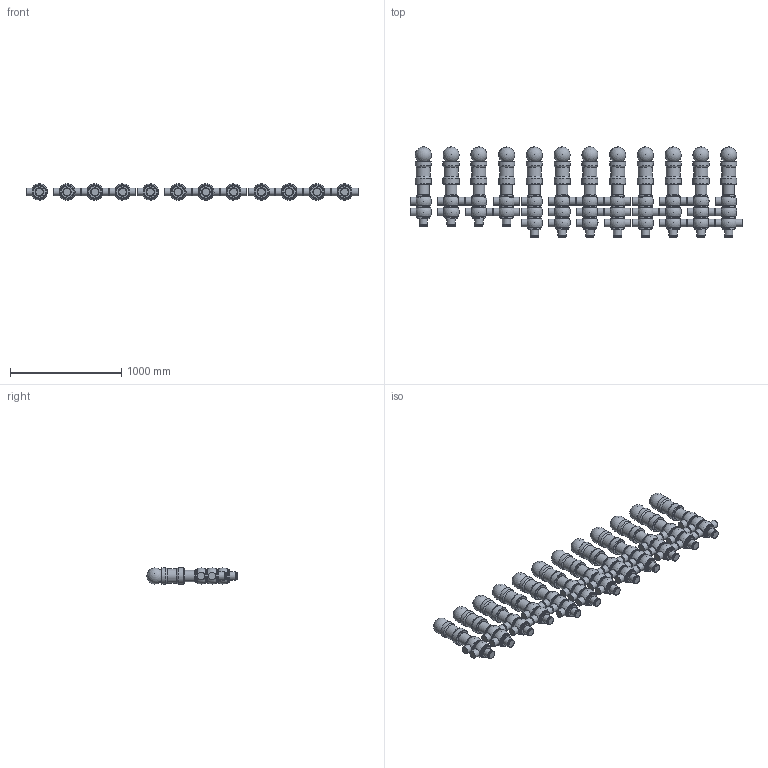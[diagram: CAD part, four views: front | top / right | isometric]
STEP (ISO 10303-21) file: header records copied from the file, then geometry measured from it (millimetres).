
FILE_DESCRIPTION(/* description */ (''),/* implementation_level */ '2;1');
FILE_NAME(/* name */ 'B925-DN065-SAL-orientabile.stp',/* time_stamp */ '2015-02-10T13:30:42+01:00',/* author */ ('malp-m'),/* organization */ (''),/* preprocessor_version */ 'ST-DEVELOPER v15.6',/* originating_system */ 'Autodesk Inventor 2015',/* authorisation */ '');
FILE_SCHEMA (('AUTOMOTIVE_DESIGN { 1 0 10303 214 3 1 1 }'));
Length unit declared in the file: millimetre
Products named in the file (7): CorpoDN65-L; CorpoDN65-T; Tappo-corpoDN65; SAGOMA-GIOTTO; ASSEMBL-B925-DN065; CIL115-B925; B925-DN065-SAL-orientabile
Assembly tree (80 placements, depth 2):
  B925-DN065-SAL-orientabile
    CorpoDN65-L  x16
    CorpoDN65-T  x16
    Tappo-corpoDN65  x12
    SAGOMA-GIOTTO  x12
    ASSEMBL-B925-DN065  x12
    CIL115-B925  x12
Bounding box: 2990 x 810.89 x 148 mm (x, y, z)
Volume: 124911696 mm3; surface area: 6534636.1 mm2
Topology: 80 solids, 80 shells, 1024 faces, 1760 edges, 1032 vertices
Faces by surface type: cylinder 296, plane 296, torus 252, cone 136, sphere 44
Full cylindrical faces by diameter (mm): 70 x48, 71 x12, 75 x12, 105 x12, 109 x76, 119 x88, 127 x12, 146 x36
Entity records: 2132 total; most frequent: DIRECTION 450, CARTESIAN_POINT 291, AXIS2_PLACEMENT_3D 225, EDGE_LOOP 132, ORIENTED_EDGE 132, PRODUCT_DEFINITION_SHAPE 87, ITEM_DEFINED_TRANSFORMATION 80, CONTEXT_DEPENDENT_SHAPE_REPRESENTATION 80
